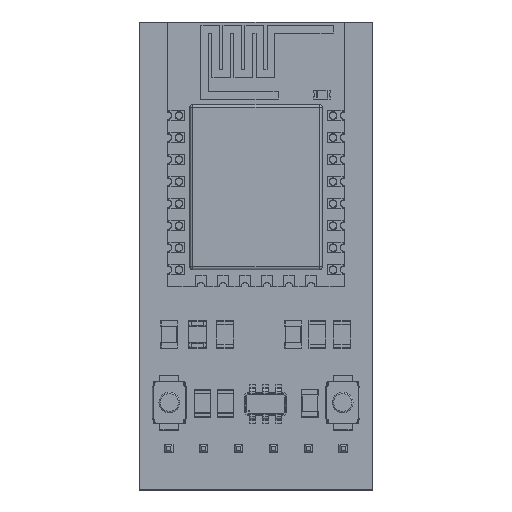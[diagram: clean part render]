
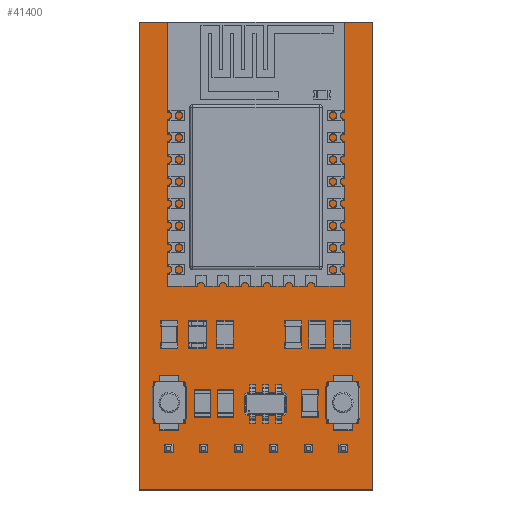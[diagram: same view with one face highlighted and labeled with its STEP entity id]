
A CAD part, top view. The second image highlights one B-rep face of the part: STEP entity #41400.
In plain terms, the highlighted planar face has unit normal (0, 0, 1).
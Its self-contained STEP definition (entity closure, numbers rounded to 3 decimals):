
#41271 = VERTEX_POINT('',#41272);
#41272 = CARTESIAN_POINT('',(-8.5,-2.,3.56));
#41287 = VERTEX_POINT('',#41288);
#41288 = CARTESIAN_POINT('',(-8.5,32.,3.56));
#41294 = EDGE_CURVE('',#41271,#41287,#41295,.T.);
#41295 = LINE('',#41296,#41297);
#41296 = CARTESIAN_POINT('',(-8.5,-2.,3.56));
#41297 = VECTOR('',#41298,1.);
#41298 = DIRECTION('',(0.,1.,0.));
#41311 = VERTEX_POINT('',#41312);
#41312 = CARTESIAN_POINT('',(8.5,-2.,3.56));
#41327 = VERTEX_POINT('',#41328);
#41328 = CARTESIAN_POINT('',(8.5,32.,3.56));
#41334 = EDGE_CURVE('',#41311,#41327,#41335,.T.);
#41335 = LINE('',#41336,#41337);
#41336 = CARTESIAN_POINT('',(8.5,-2.,3.56));
#41337 = VECTOR('',#41338,1.);
#41338 = DIRECTION('',(0.,1.,0.));
#41355 = EDGE_CURVE('',#41271,#41311,#41356,.T.);
#41356 = LINE('',#41357,#41358);
#41357 = CARTESIAN_POINT('',(-8.5,-2.,3.56));
#41358 = VECTOR('',#41359,1.);
#41359 = DIRECTION('',(1.,0.,0.));
#41377 = EDGE_CURVE('',#41287,#41327,#41378,.T.);
#41378 = LINE('',#41379,#41380);
#41379 = CARTESIAN_POINT('',(-8.5,32.,3.56));
#41380 = VECTOR('',#41381,1.);
#41381 = DIRECTION('',(1.,0.,0.));
#41400 = ADVANCED_FACE('',(#41401),#41407,.T.);
#41401 = FACE_BOUND('',#41402,.T.);
#41402 = EDGE_LOOP('',(#41403,#41404,#41405,#41406));
#41403 = ORIENTED_EDGE('',*,*,#41294,.F.);
#41404 = ORIENTED_EDGE('',*,*,#41355,.T.);
#41405 = ORIENTED_EDGE('',*,*,#41334,.T.);
#41406 = ORIENTED_EDGE('',*,*,#41377,.F.);
#41407 = PLANE('',#41408);
#41408 = AXIS2_PLACEMENT_3D('',#41409,#41410,#41411);
#41409 = CARTESIAN_POINT('',(-8.5,-2.,3.56));
#41410 = DIRECTION('',(0.,0.,1.));
#41411 = DIRECTION('',(1.,0.,0.));
